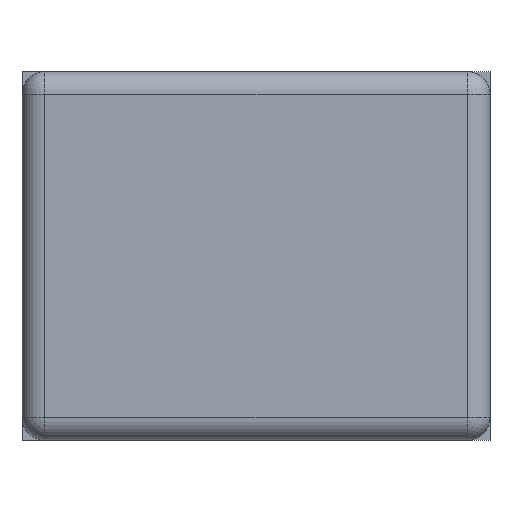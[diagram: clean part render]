
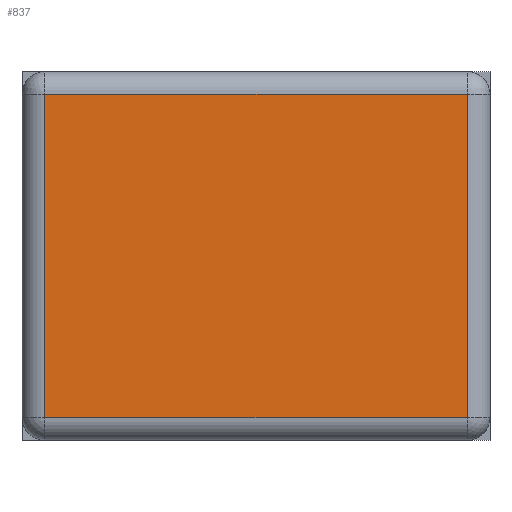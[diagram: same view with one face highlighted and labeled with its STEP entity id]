
A CAD part, left-side view. The second image highlights one B-rep face of the part: STEP entity #837.
In plain terms, the highlighted planar face has unit normal (-1, 0, 0).
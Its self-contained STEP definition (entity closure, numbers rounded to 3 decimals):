
#23=PLANE('',#943);
#60=LINE('',#1369,#120);
#65=LINE('',#1390,#125);
#67=LINE('',#1393,#127);
#73=LINE('',#1402,#133);
#120=VECTOR('',#1134,1.);
#125=VECTOR('',#1159,1.);
#127=VECTOR('',#1163,1.);
#133=VECTOR('',#1175,1.);
#223=FACE_OUTER_BOUND('',#279,.T.);
#279=EDGE_LOOP('',(#674,#675,#676,#677));
#366=VERTEX_POINT('',#1329);
#376=VERTEX_POINT('',#1355);
#378=VERTEX_POINT('',#1360);
#384=VERTEX_POINT('',#1380);
#464=EDGE_CURVE('',#366,#378,#60,.T.);
#475=EDGE_CURVE('',#378,#384,#65,.T.);
#477=EDGE_CURVE('',#384,#376,#67,.T.);
#483=EDGE_CURVE('',#376,#366,#73,.T.);
#674=ORIENTED_EDGE('',*,*,#464,.F.);
#675=ORIENTED_EDGE('',*,*,#483,.F.);
#676=ORIENTED_EDGE('',*,*,#477,.F.);
#677=ORIENTED_EDGE('',*,*,#475,.F.);
#837=ADVANCED_FACE('',(#223),#23,.F.);
#943=AXIS2_PLACEMENT_3D('',#1414,#1192,#1193);
#1134=DIRECTION('',(0.,0.,-1.));
#1159=DIRECTION('',(0.,1.,0.));
#1163=DIRECTION('',(0.,0.,1.));
#1175=DIRECTION('',(0.,-1.,0.));
#1192=DIRECTION('center_axis',(1.,0.,0.));
#1193=DIRECTION('ref_axis',(0.,0.,
-1.));
#1329=CARTESIAN_POINT('',(-0.315,-0.149,0.244));
#1355=CARTESIAN_POINT('',(-0.315,0.149,0.244));
#1360=CARTESIAN_POINT('',(-0.315,-0.149,0.016));
#1369=CARTESIAN_POINT('',(-0.315,-0.149,0.13));
#1380=CARTESIAN_POINT('',(-0.315,0.149,0.016));
#1390=CARTESIAN_POINT('',(-0.315,0.,0.016));
#1393=CARTESIAN_POINT('',(-0.315,0.149,0.13));
#1402=CARTESIAN_POINT('',(-0.315,0.,0.244));
#1414=CARTESIAN_POINT('Origin',(-0.315,0.,0.13));
